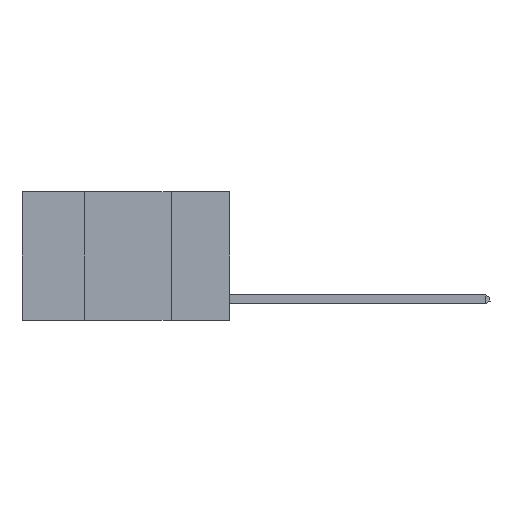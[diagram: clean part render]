
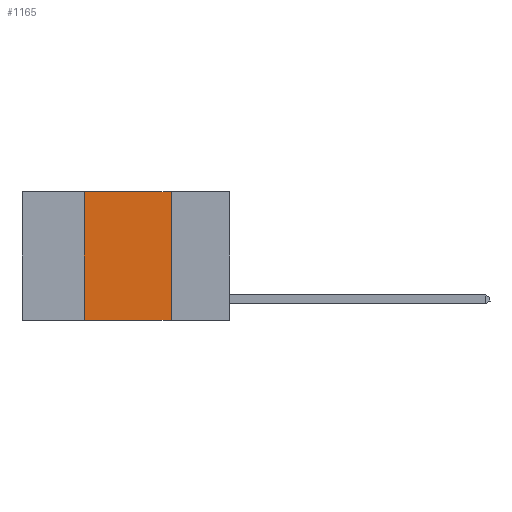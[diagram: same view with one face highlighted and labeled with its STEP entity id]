
A CAD part, left-side view. The second image highlights one B-rep face of the part: STEP entity #1165.
In plain terms, the highlighted planar face has unit normal (-1, 0, 0).
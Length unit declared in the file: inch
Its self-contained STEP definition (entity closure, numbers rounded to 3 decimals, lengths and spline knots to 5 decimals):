
#200 = VECTOR ( 'NONE', #5095, 39.37008 ) ;
#1165 = ADVANCED_FACE ( 'NONE', ( #10762 ), #11359, .F. ) ;
#1290 = DIRECTION ( 'NONE',  ( 0., 0., -1. ) ) ;
#1384 = CARTESIAN_POINT ( 'NONE',  ( 0., 0.17, 0. ) ) ;
#1404 = LINE ( 'NONE', #1384, #10371 ) ;
#1771 = ORIENTED_EDGE ( 'NONE', *, *, #7021, .F. ) ;
#2135 = EDGE_LOOP ( 'NONE', ( #1771, #5626, #4411, #10001 ) ) ;
#2713 = LINE ( 'NONE', #4894, #200 ) ;
#2733 = CARTESIAN_POINT ( 'NONE',  ( 0., 0.42, -0.37 ) ) ;
#2939 = VERTEX_POINT ( 'NONE', #6698 ) ;
#3723 = EDGE_CURVE ( 'NONE', #2939, #7327, #4303, .T. ) ;
#3752 = AXIS2_PLACEMENT_3D ( 'NONE', #11532, #11332, #11284 ) ;
#4281 = VECTOR ( 'NONE', #9793, 39.37008 ) ;
#4303 = LINE ( 'NONE', #9258, #8800 ) ;
#4411 = ORIENTED_EDGE ( 'NONE', *, *, #4881, .F. ) ;
#4544 = EDGE_CURVE ( 'NONE', #4994, #11542, #11335, .T. ) ;
#4881 = EDGE_CURVE ( 'NONE', #4994, #2939, #2713, .T. ) ;
#4894 = CARTESIAN_POINT ( 'NONE',  ( 0., 0.42, 0. ) ) ;
#4994 = VERTEX_POINT ( 'NONE', #2733 ) ;
#5095 = DIRECTION ( 'NONE',  ( 0., 0., 1. ) ) ;
#5526 = CARTESIAN_POINT ( 'NONE',  ( 0., 0.17, -0.37 ) ) ;
#5626 = ORIENTED_EDGE ( 'NONE', *, *, #3723, .F. ) ;
#6655 = DIRECTION ( 'NONE',  ( 0., -1., 0. ) ) ;
#6698 = CARTESIAN_POINT ( 'NONE',  ( 0., 0.42, 0. ) ) ;
#7021 = EDGE_CURVE ( 'NONE', #7327, #11542, #1404, .T. ) ;
#7327 = VERTEX_POINT ( 'NONE', #11425 ) ;
#8800 = VECTOR ( 'NONE', #6655, 39.37008 ) ;
#9258 = CARTESIAN_POINT ( 'NONE',  ( 0., 0.6, 0. ) ) ;
#9793 = DIRECTION ( 'NONE',  ( 0., -1., 0. ) ) ;
#9946 = CARTESIAN_POINT ( 'NONE',  ( 0., 0.6, -0.37 ) ) ;
#10001 = ORIENTED_EDGE ( 'NONE', *, *, #4544, .T. ) ;
#10371 = VECTOR ( 'NONE', #1290, 39.37008 ) ;
#10762 = FACE_OUTER_BOUND ( 'NONE', #2135, .T. ) ;
#11284 = DIRECTION ( 'NONE',  ( 0., 0., -1. ) ) ;
#11332 = DIRECTION ( 'NONE',  ( 1., 0., 0. ) ) ;
#11335 = LINE ( 'NONE', #9946, #4281 ) ;
#11359 = PLANE ( 'NONE',  #3752 ) ;
#11425 = CARTESIAN_POINT ( 'NONE',  ( 0., 0.17, 0. ) ) ;
#11532 = CARTESIAN_POINT ( 'NONE',  ( 0., 0.6, 0. ) ) ;
#11542 = VERTEX_POINT ( 'NONE', #5526 ) ;
